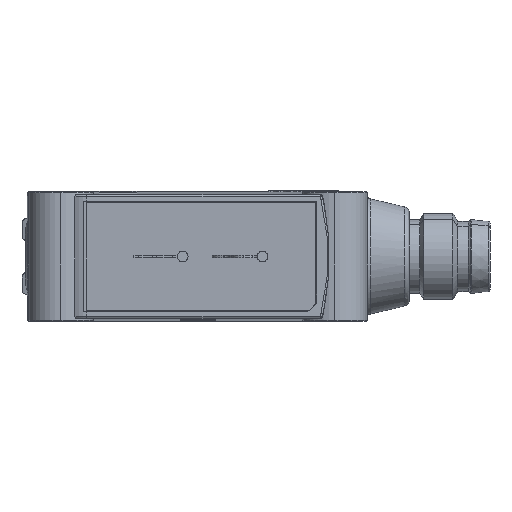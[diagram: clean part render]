
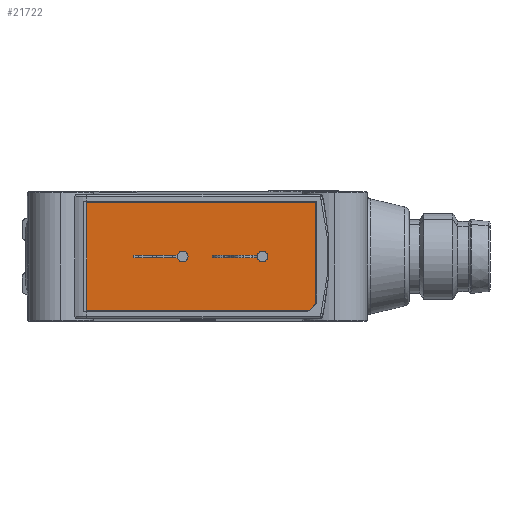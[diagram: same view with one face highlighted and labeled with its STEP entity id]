
A CAD part, left-side view. The second image highlights one B-rep face of the part: STEP entity #21722.
In plain terms, the highlighted planar face has unit normal (-0.999, 0.044, 0).
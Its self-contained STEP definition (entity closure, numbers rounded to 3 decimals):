
#2391 = ORIENTED_EDGE ( 'NONE', *, *, #35846, .T. ) ;
#2740 = LINE ( 'NONE', #19256, #48889 ) ;
#3730 = LINE ( 'NONE', #47765, #17568 ) ;
#5749 = EDGE_CURVE ( 'NONE', #35363, #27380, #49371, .T. ) ;
#7440 = AXIS2_PLACEMENT_3D ( 'NONE', #11975, #28235, #44512 ) ;
#7976 = LINE ( 'NONE', #19142, #52018 ) ;
#8874 = DIRECTION ( 'NONE',  ( 0.044, 0.999, 0. ) ) ;
#11975 = CARTESIAN_POINT ( 'NONE',  ( -9.369, 10.318, -5. ) ) ;
#12848 = CARTESIAN_POINT ( 'NONE',  ( -9.369, 10.318, 5. ) ) ;
#13408 = CARTESIAN_POINT ( 'NONE',  ( -10.298, -10.962, -4.371 ) ) ;
#15026 = DIRECTION ( 'NONE',  ( 0., 0., 1. ) ) ;
#17568 = VECTOR ( 'NONE', #51727, 1000. ) ;
#18227 = ORIENTED_EDGE ( 'NONE', *, *, #5749, .T. ) ;
#18347 = DIRECTION ( 'NONE',  ( -0.044, -0.999, 0. ) ) ;
#19142 = CARTESIAN_POINT ( 'NONE',  ( -9.369, 10.318, 5. ) ) ;
#19256 = CARTESIAN_POINT ( 'NONE',  ( -10.298, -10.962, 5. ) ) ;
#19739 = EDGE_CURVE ( 'NONE', #35994, #44385, #3730, .T. ) ;
#21722 = ADVANCED_FACE ( 'NONE', ( #32510 ), #23176, .T. ) ;
#22875 = LINE ( 'NONE', #30090, #47829 ) ;
#23176 = PLANE ( 'NONE',  #7440 ) ;
#24737 = ORIENTED_EDGE ( 'NONE', *, *, #41670, .T. ) ;
#25763 = CARTESIAN_POINT ( 'NONE',  ( -9.369, 10.318, -5. ) ) ;
#26737 = VERTEX_POINT ( 'NONE', #25763 ) ;
#27380 = VERTEX_POINT ( 'NONE', #38953 ) ;
#28235 = DIRECTION ( 'NONE',  ( -0.999, 0.044, 0. ) ) ;
#30090 = CARTESIAN_POINT ( 'NONE',  ( -9.369, 10.318, -5. ) ) ;
#30569 = CARTESIAN_POINT ( 'NONE',  ( -10.298, -10.962, 5. ) ) ;
#30631 = VECTOR ( 'NONE', #8874, 1000. ) ;
#31183 = DIRECTION ( 'NONE',  ( 0., 0., -1. ) ) ;
#31815 = EDGE_CURVE ( 'NONE', #26737, #44385, #22875, .T. ) ;
#32510 = FACE_OUTER_BOUND ( 'NONE', #43994, .T. ) ;
#32580 = ORIENTED_EDGE ( 'NONE', *, *, #19739, .F. ) ;
#35363 = VERTEX_POINT ( 'NONE', #30569 ) ;
#35846 = EDGE_CURVE ( 'NONE', #35994, #35363, #2740, .T. ) ;
#35994 = VERTEX_POINT ( 'NONE', #13408 ) ;
#38953 = CARTESIAN_POINT ( 'NONE',  ( -9.369, 10.318, 5. ) ) ;
#41670 = EDGE_CURVE ( 'NONE', #27380, #26737, #7976, .T. ) ;
#43553 = ORIENTED_EDGE ( 'NONE', *, *, #31815, .T. ) ;
#43994 = EDGE_LOOP ( 'NONE', ( #24737, #43553, #32580, #2391, #18227 ) ) ;
#44385 = VERTEX_POINT ( 'NONE', #52729 ) ;
#44512 = DIRECTION ( 'NONE',  ( 0., 0., -1. ) ) ;
#47765 = CARTESIAN_POINT ( 'NONE',  ( -10.3, -10.992, -4.341 ) ) ;
#47829 = VECTOR ( 'NONE', #18347, 1000. ) ;
#48889 = VECTOR ( 'NONE', #15026, 1000. ) ;
#49371 = LINE ( 'NONE', #12848, #30631 ) ;
#51727 = DIRECTION ( 'NONE',  ( 0.031, 0.707, -0.707 ) ) ;
#52018 = VECTOR ( 'NONE', #31183, 1000. ) ;
#52729 = CARTESIAN_POINT ( 'NONE',  ( -10.271, -10.333, -5. ) ) ;
